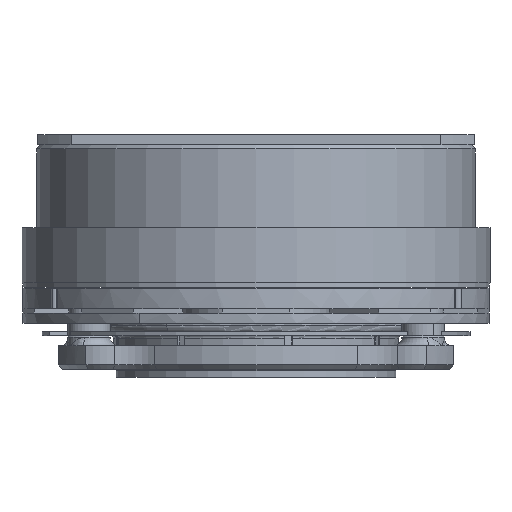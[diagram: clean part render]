
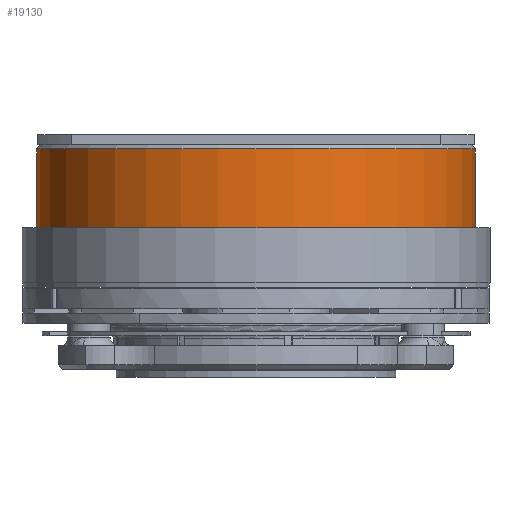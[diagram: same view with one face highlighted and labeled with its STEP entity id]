
A CAD part, front view. The second image highlights one B-rep face of the part: STEP entity #19130.
In plain terms, the highlighted cylindrical face has radius 51.75 mm (diameter 103.5 mm), a partial arc.
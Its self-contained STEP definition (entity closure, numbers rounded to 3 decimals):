
#8495 = DIRECTION ( 'NONE',  ( 1., 0., 0. ) ) ;
#8576 = CIRCLE ( 'NONE', #8581, 51.75 ) ;
#8580 = CARTESIAN_POINT ( 'NONE',  ( 0., 0., 7.4 ) ) ;
#8581 = AXIS2_PLACEMENT_3D ( 'NONE', #8580, #8583, #8495 ) ;
#8583 = DIRECTION ( 'NONE',  ( 0., 0., 1. ) ) ;
#13003 = CARTESIAN_POINT ( 'NONE',  ( -51.75, 0., 26. ) ) ;
#13004 = CARTESIAN_POINT ( 'NONE',  ( -51.75, 0., 7.4 ) ) ;
#14757 = CARTESIAN_POINT ( 'NONE',  ( 51.75, 0., 26. ) ) ;
#15149 = DIRECTION ( 'NONE',  ( 0., 0., -1. ) ) ;
#15150 = VECTOR ( 'NONE', #15149, 1000. ) ;
#15151 = CARTESIAN_POINT ( 'NONE',  ( -51.75, 0., 27. ) ) ;
#15152 = LINE ( 'NONE', #15151, #15150 ) ;
#15205 = DIRECTION ( 'NONE',  ( 0., 0., -1. ) ) ;
#15206 = VECTOR ( 'NONE', #15205, 1000. ) ;
#15207 = CARTESIAN_POINT ( 'NONE',  ( 51.75, 0., 27. ) ) ;
#15213 = LINE ( 'NONE', #15207, #15206 ) ;
#18798 = DIRECTION ( 'NONE',  ( 0., 0., -1. ) ) ;
#18799 = AXIS2_PLACEMENT_3D ( 'NONE', #18802, #18798, #18921 ) ;
#18802 = CARTESIAN_POINT ( 'NONE',  ( 0., 0., 27. ) ) ;
#18803 = CYLINDRICAL_SURFACE ( 'NONE', #18799, 51.75 ) ;
#18841 = FACE_OUTER_BOUND ( 'NONE', #19141, .T. ) ;
#18921 = DIRECTION ( 'NONE',  ( -1., 0., 0. ) ) ;
#18922 = ORIENTED_EDGE ( 'NONE', *, *, #19057, .T. ) ;
#18933 = VERTEX_POINT ( 'NONE', #14757 ) ;
#19040 = ORIENTED_EDGE ( 'NONE', *, *, #19363, .T. ) ;
#19044 = EDGE_CURVE ( 'NONE', #18933, #19157, #15213, .T. ) ;
#19057 = EDGE_CURVE ( 'NONE', #19059, #19058, #15152, .T. ) ;
#19058 = VERTEX_POINT ( 'NONE', #13004 ) ;
#19059 = VERTEX_POINT ( 'NONE', #13003 ) ;
#19130 = ADVANCED_FACE ( 'NONE', ( #18841 ), #18803, .T. ) ;
#19132 = ORIENTED_EDGE ( 'NONE', *, *, #19044, .F. ) ;
#19133 = ORIENTED_EDGE ( 'NONE', *, *, #19145, .T. ) ;
#19141 = EDGE_LOOP ( 'NONE', ( #19132, #19133, #18922, #19040 ) ) ;
#19145 = EDGE_CURVE ( 'NONE', #18933, #19059, #19188, .T. ) ;
#19157 = VERTEX_POINT ( 'NONE', #19424 ) ;
#19186 = CARTESIAN_POINT ( 'NONE',  ( 0., 0., 26. ) ) ;
#19187 = AXIS2_PLACEMENT_3D ( 'NONE', #19186, #19236, #19235 ) ;
#19188 = CIRCLE ( 'NONE', #19187, 51.75 ) ;
#19235 = DIRECTION ( 'NONE',  ( 1., 0., 0. ) ) ;
#19236 = DIRECTION ( 'NONE',  ( 0., 0., -1. ) ) ;
#19363 = EDGE_CURVE ( 'NONE', #19058, #19157, #8576, .T. ) ;
#19424 = CARTESIAN_POINT ( 'NONE',  ( 51.75, 0., 7.4 ) ) ;
